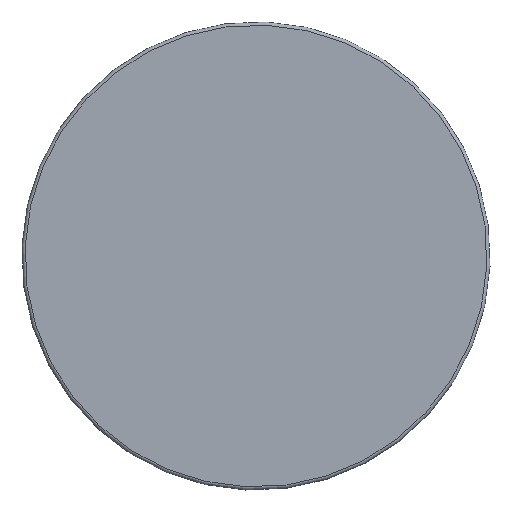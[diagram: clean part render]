
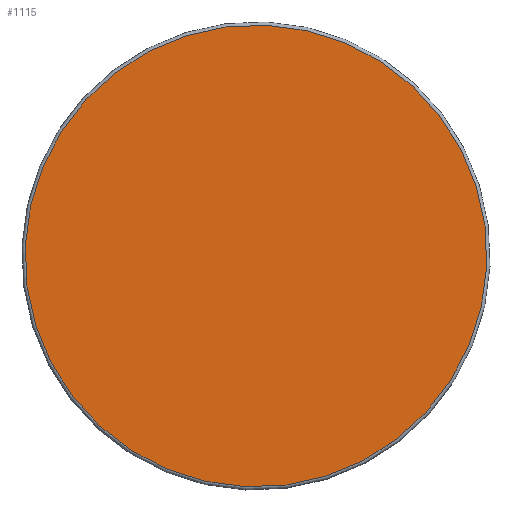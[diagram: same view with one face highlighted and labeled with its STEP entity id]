
A CAD part, front view. The second image highlights one B-rep face of the part: STEP entity #1115.
In plain terms, the highlighted planar face has unit normal (0, -1, 0).
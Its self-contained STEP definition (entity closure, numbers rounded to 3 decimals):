
#158=PLANE('',#1342);
#201=FACE_OUTER_BOUND('',#278,.T.);
#278=EDGE_LOOP('',(#883,#884));
#502=CIRCLE('',#1333,21.2);
#507=CIRCLE('',#1338,21.2);
#551=VERTEX_POINT('',#1777);
#552=VERTEX_POINT('',#1778);
#671=EDGE_CURVE('',#551,#552,#502,.T.);
#676=EDGE_CURVE('',#552,#551,#507,.T.);
#883=ORIENTED_EDGE('',*,*,#671,.F.);
#884=ORIENTED_EDGE('',*,*,#676,.F.);
#1115=ADVANCED_FACE('',(#201),#158,.T.);
#1333=AXIS2_PLACEMENT_3D('',#1779,#1509,#1510);
#1338=AXIS2_PLACEMENT_3D('',#1787,#1519,#1520);
#1342=AXIS2_PLACEMENT_3D('',#1794,#1528,#1529);
#1509=DIRECTION('center_axis',(0.,1.,0.));
#1510=DIRECTION('ref_axis',(-1.,0.,0.));
#1519=DIRECTION('center_axis',(0.,1.,0.));
#1520=DIRECTION('ref_axis',(-1.,0.,0.));
#1528=DIRECTION('center_axis',(0.,-1.,0.));
#1529=DIRECTION('ref_axis',(0.,0.,-1.));
#1777=CARTESIAN_POINT('',(21.2,0.,0.));
#1778=CARTESIAN_POINT('',(0.,0.,21.2));
#1779=CARTESIAN_POINT('Origin',(0.,0.,0.));
#1787=CARTESIAN_POINT('Origin',(0.,0.,0.));
#1794=CARTESIAN_POINT('Origin',(0.,0.,0.));
